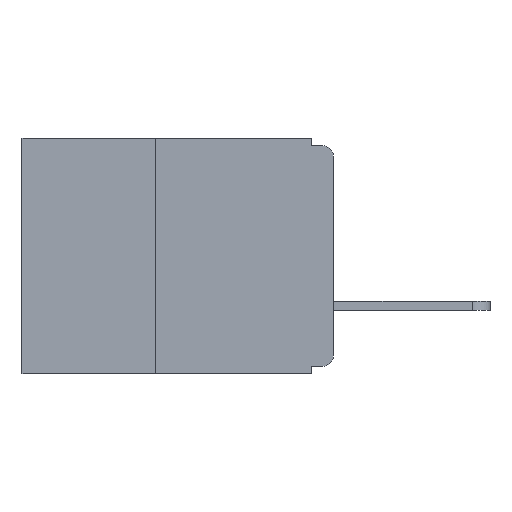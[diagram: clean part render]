
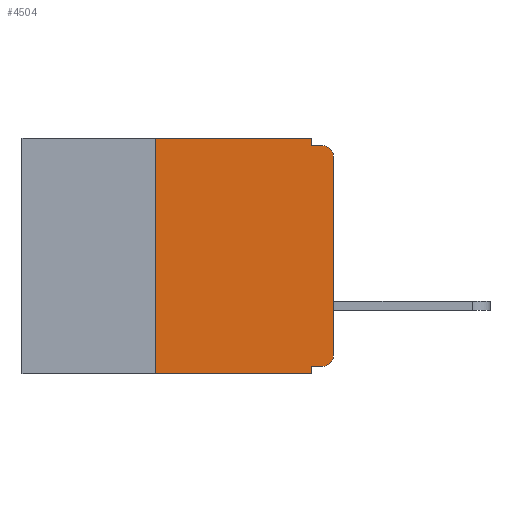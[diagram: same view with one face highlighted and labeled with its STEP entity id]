
A CAD part, left-side view. The second image highlights one B-rep face of the part: STEP entity #4504.
In plain terms, the highlighted planar face has unit normal (-1, 0, 0).
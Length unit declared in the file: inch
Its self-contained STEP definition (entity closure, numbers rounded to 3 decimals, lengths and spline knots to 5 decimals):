
#117 = LINE ( 'NONE', #11769, #14365 ) ;
#530 = EDGE_LOOP ( 'NONE', ( #15544, #10755, #5849, #12461, #6367, #3982, #4911, #2414, #3244, #2507 ) ) ;
#722 = DIRECTION ( 'NONE',  ( 0., 0., 1. ) ) ;
#746 = CARTESIAN_POINT ( 'NONE',  ( 0., 0.015, -0.025 ) ) ;
#798 = AXIS2_PLACEMENT_3D ( 'NONE', #11112, #14857, #9681 ) ;
#1310 = VERTEX_POINT ( 'NONE', #1491 ) ;
#1491 = CARTESIAN_POINT ( 'NONE',  ( 0., 0., -0.305 ) ) ;
#1870 = DIRECTION ( 'NONE',  ( 0., 0., -1. ) ) ;
#1998 = CARTESIAN_POINT ( 'NONE',  ( 0., 0., 0. ) ) ;
#2414 = ORIENTED_EDGE ( 'NONE', *, *, #4279, .F. ) ;
#2507 = ORIENTED_EDGE ( 'NONE', *, *, #14613, .T. ) ;
#3047 = DIRECTION ( 'NONE',  ( 0., 0., -1. ) ) ;
#3056 = VERTEX_POINT ( 'NONE', #13741 ) ;
#3244 = ORIENTED_EDGE ( 'NONE', *, *, #11623, .F. ) ;
#3527 = PLANE ( 'NONE',  #798 ) ;
#3982 = ORIENTED_EDGE ( 'NONE', *, *, #8065, .F. ) ;
#4144 = LINE ( 'NONE', #1998, #7042 ) ;
#4279 = EDGE_CURVE ( 'NONE', #11780, #10534, #117, .T. ) ;
#4424 = EDGE_CURVE ( 'NONE', #8211, #3056, #14972, .T. ) ;
#4441 = DIRECTION ( 'NONE',  ( 0., 0., 1. ) ) ;
#4504 = ADVANCED_FACE ( 'NONE', ( #12785 ), #3527, .F. ) ;
#4643 = CARTESIAN_POINT ( 'NONE',  ( 0., 0.031, 0. ) ) ;
#4767 = DIRECTION ( 'NONE',  ( 0., -1., 0. ) ) ;
#4911 = ORIENTED_EDGE ( 'NONE', *, *, #13533, .T. ) ;
#4923 = AXIS2_PLACEMENT_3D ( 'NONE', #12232, #13490, #5968 ) ;
#4946 = EDGE_CURVE ( 'NONE', #11973, #13204, #5702, .T. ) ;
#5534 = CIRCLE ( 'NONE', #4923, 0.015 ) ;
#5600 = CARTESIAN_POINT ( 'NONE',  ( 0., 0.015, -0.32 ) ) ;
#5702 = LINE ( 'NONE', #10594, #10222 ) ;
#5849 = ORIENTED_EDGE ( 'NONE', *, *, #4424, .F. ) ;
#5968 = DIRECTION ( 'NONE',  ( 0., 0., -1. ) ) ;
#5987 = CIRCLE ( 'NONE', #10524, 0.015 ) ;
#6062 = CARTESIAN_POINT ( 'NONE',  ( 0., 0.031, -0.32 ) ) ;
#6100 = VERTEX_POINT ( 'NONE', #5600 ) ;
#6367 = ORIENTED_EDGE ( 'NONE', *, *, #4946, .F. ) ;
#6407 = LINE ( 'NONE', #15229, #8361 ) ;
#6904 = CARTESIAN_POINT ( 'NONE',  ( 0., 0., -0.025 ) ) ;
#7042 = VECTOR ( 'NONE', #722, 39.37008 ) ;
#7604 = CARTESIAN_POINT ( 'NONE',  ( 0., 0.031, 0. ) ) ;
#8026 = EDGE_CURVE ( 'NONE', #15638, #3056, #5987, .T. ) ;
#8065 = EDGE_CURVE ( 'NONE', #9241, #11973, #12574, .T. ) ;
#8211 = VERTEX_POINT ( 'NONE', #14717 ) ;
#8336 = CARTESIAN_POINT ( 'NONE',  ( 0., 0., -0.01 ) ) ;
#8361 = VECTOR ( 'NONE', #8878, 39.37008 ) ;
#8490 = VECTOR ( 'NONE', #4767, 39.37008 ) ;
#8729 = LINE ( 'NONE', #7604, #8945 ) ;
#8758 = DIRECTION ( 'NONE',  ( 0., 0., -1. ) ) ;
#8878 = DIRECTION ( 'NONE',  ( 0., 1., 0. ) ) ;
#8945 = VECTOR ( 'NONE', #8758, 39.37008 ) ;
#9138 = EDGE_CURVE ( 'NONE', #1310, #15638, #4144, .T. ) ;
#9241 = VERTEX_POINT ( 'NONE', #13305 ) ;
#9681 = DIRECTION ( 'NONE',  ( 0., 0., -1. ) ) ;
#10222 = VECTOR ( 'NONE', #15816, 39.37008 ) ;
#10445 = VECTOR ( 'NONE', #15952, 39.37008 ) ;
#10524 = AXIS2_PLACEMENT_3D ( 'NONE', #746, #13168, #1870 ) ;
#10534 = VERTEX_POINT ( 'NONE', #16108 ) ;
#10594 = CARTESIAN_POINT ( 'NONE',  ( 0., 0.437, 0. ) ) ;
#10755 = ORIENTED_EDGE ( 'NONE', *, *, #8026, .T. ) ;
#11112 = CARTESIAN_POINT ( 'NONE',  ( 0., 0.437, 0. ) ) ;
#11623 = EDGE_CURVE ( 'NONE', #6100, #11780, #6407, .T. ) ;
#11769 = CARTESIAN_POINT ( 'NONE',  ( 0., 0.031, -0.33 ) ) ;
#11780 = VERTEX_POINT ( 'NONE', #6062 ) ;
#11852 = CARTESIAN_POINT ( 'NONE',  ( 0., 0.25, -0.33 ) ) ;
#11973 = VERTEX_POINT ( 'NONE', #13404 ) ;
#12172 = CARTESIAN_POINT ( 'NONE',  ( 0., 0.437, -0.33 ) ) ;
#12232 = CARTESIAN_POINT ( 'NONE',  ( 0., 0.015, -0.305 ) ) ;
#12241 = EDGE_CURVE ( 'NONE', #13204, #8211, #8729, .T. ) ;
#12461 = ORIENTED_EDGE ( 'NONE', *, *, #12241, .F. ) ;
#12574 = LINE ( 'NONE', #11852, #13155 ) ;
#12785 = FACE_OUTER_BOUND ( 'NONE', #530, .T. ) ;
#13155 = VECTOR ( 'NONE', #4441, 39.37008 ) ;
#13168 = DIRECTION ( 'NONE',  ( -1., 0., 0. ) ) ;
#13204 = VERTEX_POINT ( 'NONE', #4643 ) ;
#13305 = CARTESIAN_POINT ( 'NONE',  ( 0., 0.25, -0.33 ) ) ;
#13404 = CARTESIAN_POINT ( 'NONE',  ( 0., 0.25, 0. ) ) ;
#13490 = DIRECTION ( 'NONE',  ( -1., 0., 0. ) ) ;
#13533 = EDGE_CURVE ( 'NONE', #9241, #10534, #15605, .T. ) ;
#13741 = CARTESIAN_POINT ( 'NONE',  ( 0., 0.015, -0.01 ) ) ;
#14365 = VECTOR ( 'NONE', #3047, 39.37008 ) ;
#14613 = EDGE_CURVE ( 'NONE', #6100, #1310, #5534, .T. ) ;
#14717 = CARTESIAN_POINT ( 'NONE',  ( 0., 0.031, -0.01 ) ) ;
#14857 = DIRECTION ( 'NONE',  ( 1., 0., 0. ) ) ;
#14972 = LINE ( 'NONE', #8336, #10445 ) ;
#15229 = CARTESIAN_POINT ( 'NONE',  ( 0., 0., -0.32 ) ) ;
#15544 = ORIENTED_EDGE ( 'NONE', *, *, #9138, .T. ) ;
#15605 = LINE ( 'NONE', #12172, #8490 ) ;
#15638 = VERTEX_POINT ( 'NONE', #6904 ) ;
#15816 = DIRECTION ( 'NONE',  ( 0., -1., 0. ) ) ;
#15952 = DIRECTION ( 'NONE',  ( 0., -1., 0. ) ) ;
#16108 = CARTESIAN_POINT ( 'NONE',  ( 0., 0.031, -0.33 ) ) ;
